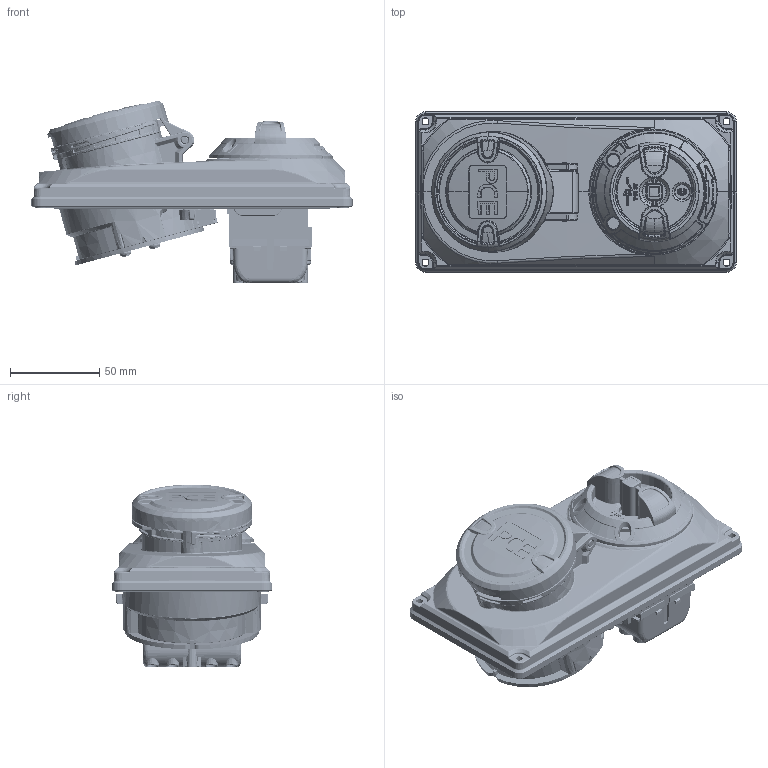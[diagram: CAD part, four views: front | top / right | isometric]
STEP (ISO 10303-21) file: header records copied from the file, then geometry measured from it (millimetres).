
FILE_DESCRIPTION (( 'STEP AP203' ), '1' );
FILE_NAME ('6014-6.STEP', '2024-04-15T09:58:34', ( '' ), ( '' ), 'SwSTEP 2.0', 'SolidWorks 2022', '' );
FILE_SCHEMA (( 'CONFIG_CONTROL_DESIGN' ));
Length unit declared in the file: millimetre
Products named in the file (1): 6014-6
Bounding box: 180.28 x 90 x 102.53 mm (x, y, z)
Volume: 638153.7 mm3; surface area: 108154.4 mm2
Topology: 1 solids, 1 shells, 5228 faces, 12755 edges, 7546 vertices
Faces by surface type: bspline 1786, plane 1337, cylinder 1098, torus 433, cone 332, sphere 242
Entity records: 212281 total; most frequent: CARTESIAN_POINT 105188, ORIENTED_EDGE 25214, DIRECTION 18852, EDGE_CURVE 12607, VERTEX_POINT 7534, AXIS2_PLACEMENT_3D 7474, EDGE_LOOP 5417, FACE_OUTER_BOUND 5228
